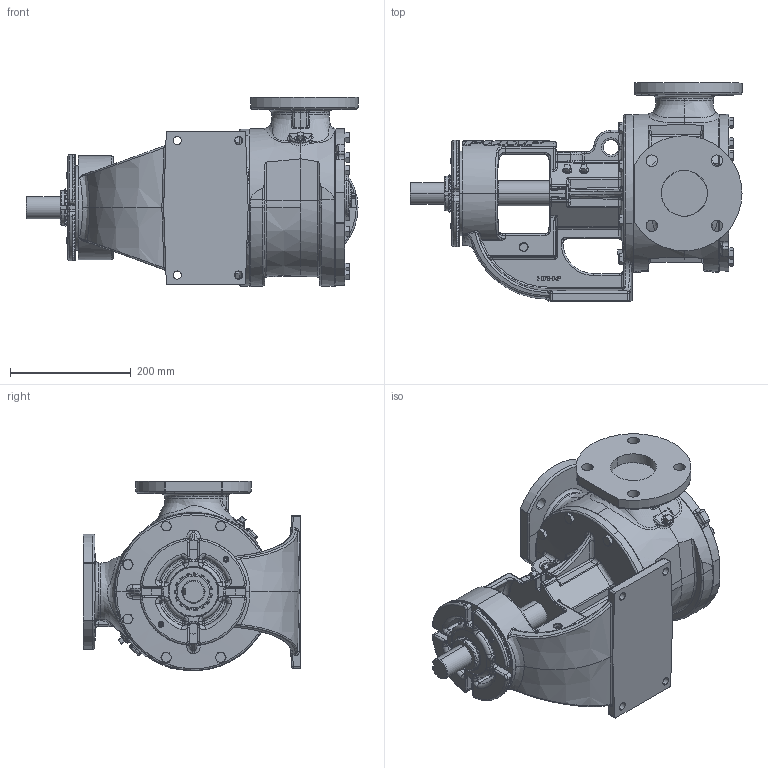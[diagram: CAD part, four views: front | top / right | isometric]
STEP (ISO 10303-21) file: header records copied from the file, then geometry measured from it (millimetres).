
FILE_DESCRIPTION (( 'STEP AP214' ), '1' );
FILE_NAME ('LL124AE.STEP', '2016-08-09T18:35:36', ( '' ), ( '' ), 'SwSTEP 2.0', 'SolidWorks 2015', '' );
FILE_SCHEMA (( 'AUTOMOTIVE_DESIGN' ));
Length unit declared in the file: inch
Products named in the file (2): LL124AE
Bounding box: 549.15 x 360.43 x 312.98 mm (x, y, z)
Volume: 14531215.8 mm3; surface area: 826716.9 mm2
Topology: 1 solids, 1 shells, 2567 faces, 6544 edges, 3987 vertices
Faces by surface type: plane 726, cylinder 724, bspline 573, cone 372, torus 99, sphere 73
Entity records: 176923 total; most frequent: CARTESIAN_POINT 96634, ORIENTED_EDGE 12968, DIRECTION 10571, EDGE_CURVE 6484, AXIS2_PLACEMENT_3D 4406, VERTEX_POINT 3985, EDGE_LOOP 2669, FACE_OUTER_BOUND 2567
